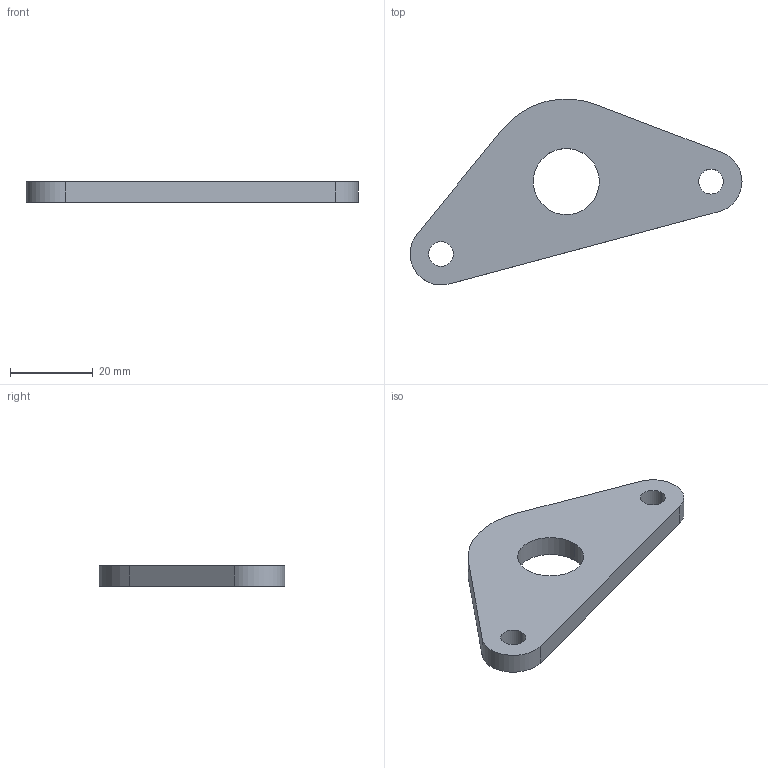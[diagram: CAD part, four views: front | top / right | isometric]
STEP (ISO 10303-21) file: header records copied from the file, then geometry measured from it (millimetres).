
FILE_DESCRIPTION (( 'STEP AP203' ), '1' );
FILE_NAME ('3927-40-20_REV_.step', '2026-02-22T20:37:47', ( '' ), ( '' ), 'SwSTEP 2.0', 'SolidWorks 2025', '' );
FILE_SCHEMA (( 'CONFIG_CONTROL_DESIGN' ));
Length unit declared in the file: millimetre
Products named in the file (1): 3927-40-20_REV_
Bounding box: 80.31 x 44.95 x 5 mm (x, y, z)
Volume: 9235.1 mm3; surface area: 5112.9 mm2
Topology: 1 solids, 1 shells, 15 faces, 39 edges, 26 vertices
Faces by surface type: cylinder 10, plane 5
Entity records: 562 total; most frequent: DIRECTION 91, CARTESIAN_POINT 81, ORIENTED_EDGE 78, EDGE_CURVE 39, AXIS2_PLACEMENT_3D 36, VERTEX_POINT 26, EDGE_LOOP 21, CIRCLE 20
